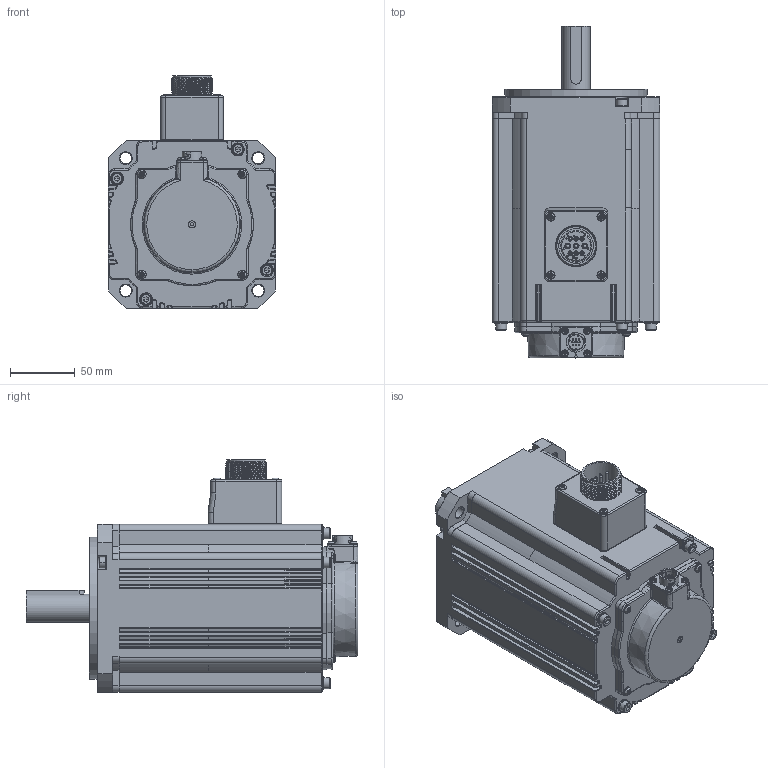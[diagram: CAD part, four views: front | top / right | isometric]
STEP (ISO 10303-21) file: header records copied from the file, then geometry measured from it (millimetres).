
FILE_DESCRIPTION( ('This file contains a STEP AP42 implementation' ,'as created by ZW3D STEP Interface translator.') ,'2;1' );
FILE_NAME( 'X6MG150C-B2LA妗极芞.stp' ,'22 827.14 311', (''), ('ZWCAD Software Co.'), 'Version 1.0', 'ZW3D to STEP translator', '' );
FILE_SCHEMA(('AUTOMOTIVE_DESIGN { 1 0 10303 214 1 1 1 1 }'));
Length unit declared in the file: millimetre
Products named in the file (2): 0; X6MA300A-B4LA
Bounding box: 130 x 257 x 180.1 mm (x, y, z)
Volume: 2910867.1 mm3; surface area: 173677.4 mm2
Topology: 1 solids, 1 shells, 2059 faces, 5349 edges, 3376 vertices
Faces by surface type: bspline 940, plane 762, cylinder 244, cone 84, sphere 29
Full cylindrical faces by diameter (mm): 0.8 x4, 1 x10, 2.5 x1, 5 x19, 5.5 x5, 6 x23, 6.5 x4, 6.7 x8, 8.5 x4, 10 x8, 11.8 x1, 15.2 x1, 22 x1, 26.85 x1, 28.6 x1, 29.8 x1, 31.712 x8, 32.1 x1, 35 x1, 35.9 x1, 98 x1, 110 x1
Entity records: 91952 total; most frequent: CARTESIAN_POINT 43207, ORIENTED_EDGE 10622, DIRECTION 8725, EDGE_CURVE 5311, VERTEX_POINT 3385, AXIS2_PLACEMENT_3D 3026, VECTOR 2673, LINE 2673
